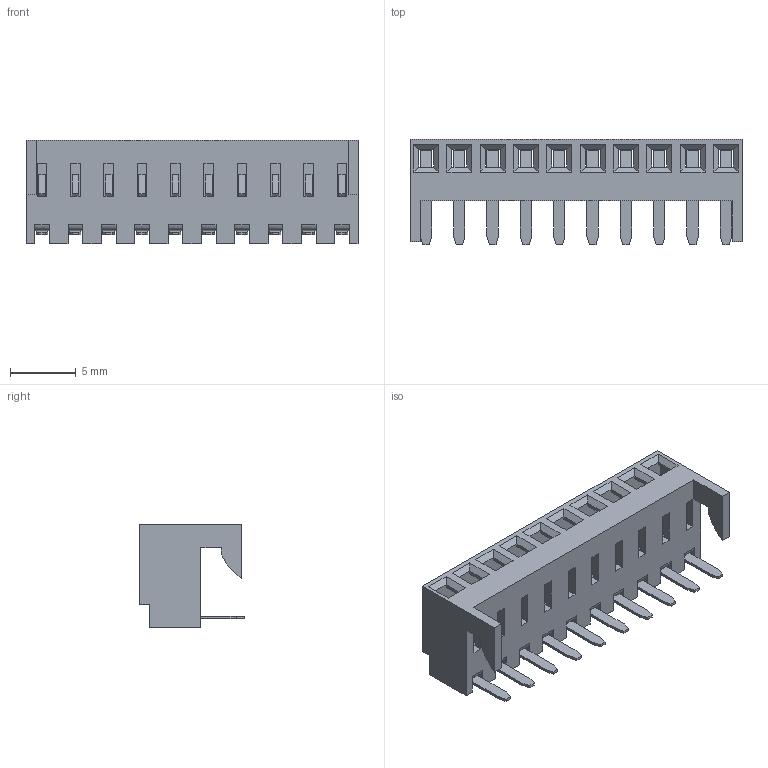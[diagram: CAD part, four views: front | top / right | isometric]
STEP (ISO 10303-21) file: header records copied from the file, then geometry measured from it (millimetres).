
FILE_DESCRIPTION(('STEP AP242'),'1');
FILE_NAME('0022152106.stp','2025-01-19T05:02:51',('TraceParts'),('TraceParts S.A.'),'Spatial InterOp 3D',' ',' ');
FILE_SCHEMA(('AP242_MANAGED_MODEL_BASED_3D_ENGINEERING_MIM_LF {1 0 10303 442 1 1 4}'));
Length unit declared in the file: millimetre
Products named in the file (1): 0022152106_1
Bounding box: 25.3 x 8.05 x 7.87 mm (x, y, z)
Volume: 384.1 mm3; surface area: 1444.2 mm2
Topology: 1 solids, 1 shells, 516 faces, 1470 edges, 986 vertices
Faces by surface type: plane 382, cylinder 134
Entity records: 16688 total; most frequent: CARTESIAN_POINT 2934, ORIENTED_EDGE 2900, DIRECTION 2794, EDGE_CURVE 1450, LINE 1182, VECTOR 1182, VERTEX_POINT 946, AXIS2_PLACEMENT_3D 806
